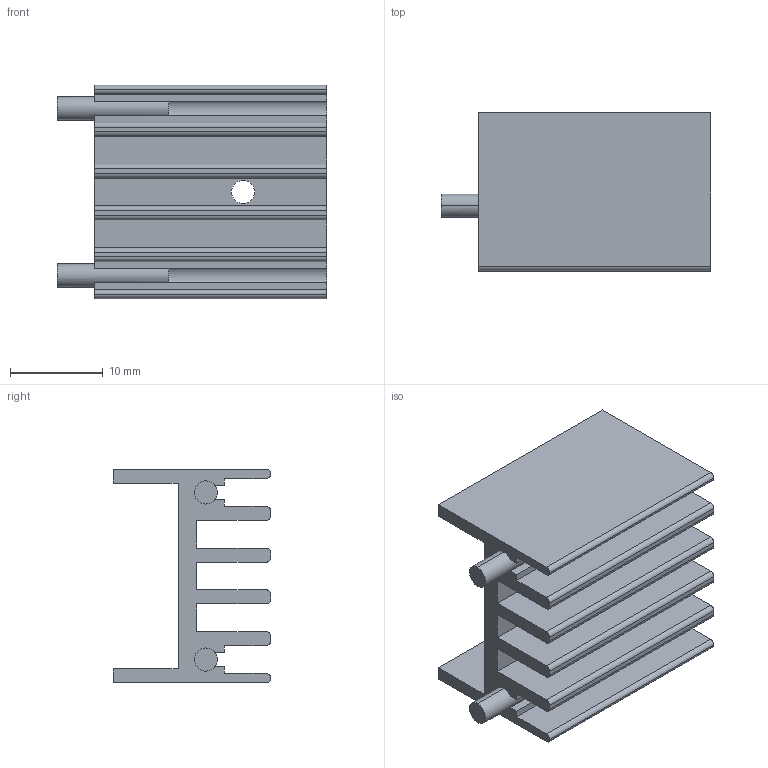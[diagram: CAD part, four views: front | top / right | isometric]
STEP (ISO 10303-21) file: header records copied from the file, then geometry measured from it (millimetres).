
FILE_DESCRIPTION (( 'STEP AP214' ), '1' );
FILE_NAME ('heatsink for the transistor in the case TO-220.STEP', '2021-03-12T03:52:05', ( 'UserKKO' ), ( '' ), 'SwSTEP 2.0', 'SolidWorks 2020', '' );
FILE_SCHEMA (( 'AUTOMOTIVE_DESIGN' ));
Length unit declared in the file: millimetre
Products named in the file (1): heatsink for the transistor in the case TO-220
Bounding box: 29 x 17 x 23 mm (x, y, z)
Volume: 3509.2 mm3; surface area: 4609.2 mm2
Topology: 1 solids, 1 shells, 62 faces, 176 edges, 116 vertices
Faces by surface type: plane 38, cylinder 24
Entity records: 2740 total; most frequent: CARTESIAN_POINT 355, DIRECTION 354, ORIENTED_EDGE 352, EDGE_CURVE 176, LINE 124, VECTOR 124, VERTEX_POINT 116, AXIS2_PLACEMENT_3D 115
